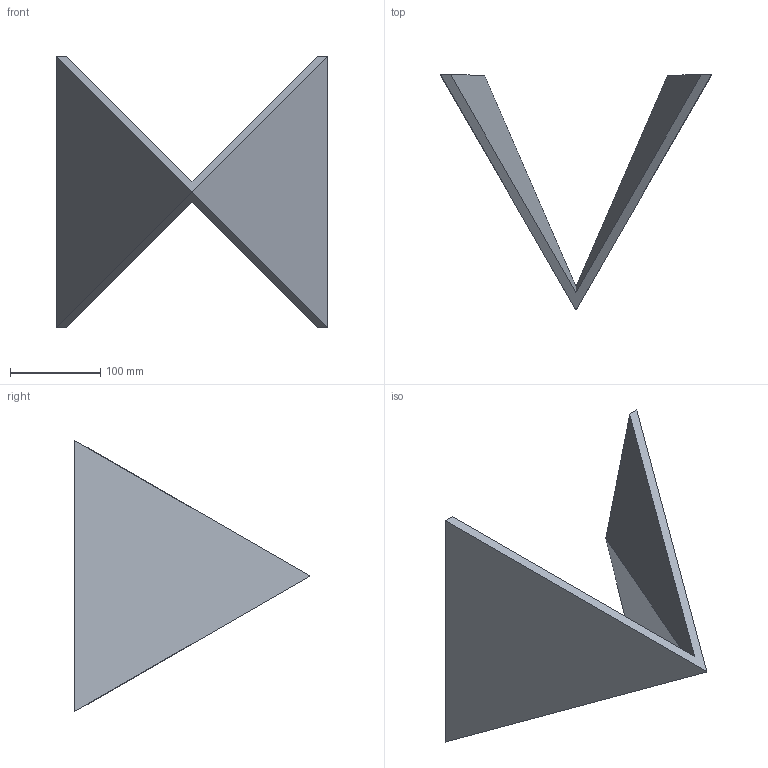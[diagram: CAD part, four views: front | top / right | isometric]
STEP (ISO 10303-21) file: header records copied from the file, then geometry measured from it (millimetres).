
FILE_DESCRIPTION(/* description */ ('STEP AP214'),/* implementation_level */ '2;1');
FILE_NAME(/* name */ '60e4c4d8bab14e7a1af1f93d',/* time_stamp */ '2021-07-06T21:02:17+00:00',/* author */ (''),/* organization */ (''),/* preprocessor_version */ 'ST-DEVELOPER v18.1',/* originating_system */ ' ',/* authorisation */ ' ');
FILE_SCHEMA (('AUTOMOTIVE_DESIGN {1 0 10303 214 3 1 1}'));
Length unit declared in the file: metre
Products named in the file (1): Part 1
Bounding box: 300 x 259 x 300 mm (x, y, z)
Volume: 1843547.9 mm3; surface area: 207370.4 mm2
Topology: 1 solids, 1 shells, 11 faces, 26 edges, 17 vertices
Faces by surface type: plane 11
Entity records: 342 total; most frequent: CARTESIAN_POINT 55, ORIENTED_EDGE 52, DIRECTION 50, EDGE_CURVE 26, LINE 26, VECTOR 26, VERTEX_POINT 17, AXIS2_PLACEMENT_3D 12
